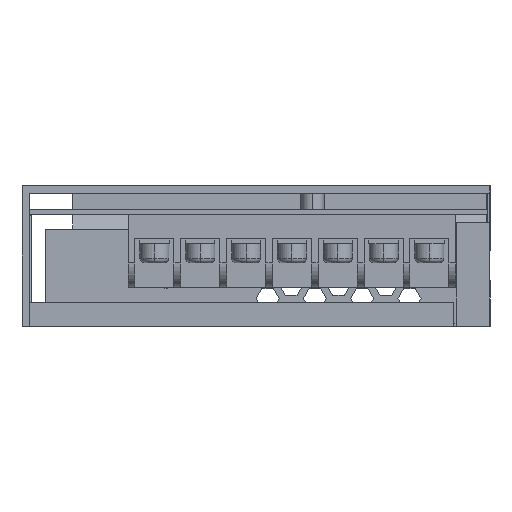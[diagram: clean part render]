
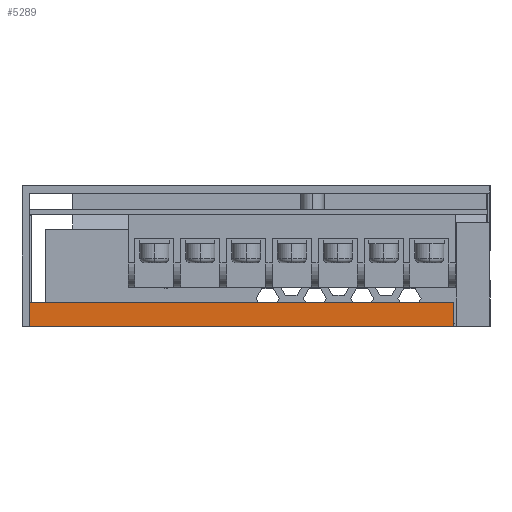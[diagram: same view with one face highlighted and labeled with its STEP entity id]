
A CAD part, left-side view. The second image highlights one B-rep face of the part: STEP entity #5289.
In plain terms, the highlighted planar face has unit normal (-1, 0, 0).
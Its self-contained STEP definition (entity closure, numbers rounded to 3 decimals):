
#2660 = EDGE_CURVE ( 'NONE', #64704, #16445, #51954, .T. ) ;
#2711 = PLANE ( 'NONE',  #46600 ) ;
#5289 = ADVANCED_FACE ( 'NONE', ( #7005 ), #2711, .F. ) ;
#6121 = CARTESIAN_POINT ( 'NONE',  ( -64.835, -28.134, 5. ) ) ;
#7005 = FACE_OUTER_BOUND ( 'NONE', #17318, .T. ) ;
#8108 = CARTESIAN_POINT ( 'NONE',  ( -64.835, 59.766, 0. ) ) ;
#9445 = CARTESIAN_POINT ( 'NONE',  ( -64.835, 59.766, 5. ) ) ;
#10246 = DIRECTION ( 'NONE',  ( 0., -1., 0. ) ) ;
#12154 = ORIENTED_EDGE ( 'NONE', *, *, #34052, .T. ) ;
#12714 = VECTOR ( 'NONE', #21509, 1000. ) ;
#13593 = ORIENTED_EDGE ( 'NONE', *, *, #40303, .F. ) ;
#15511 = CARTESIAN_POINT ( 'NONE',  ( -64.835, -28.134, 0. ) ) ;
#16329 = DIRECTION ( 'NONE',  ( 0., 1., 0. ) ) ;
#16445 = VERTEX_POINT ( 'NONE', #9445 ) ;
#16908 = CARTESIAN_POINT ( 'NONE',  ( -64.835, -28.134, 0. ) ) ;
#17318 = EDGE_LOOP ( 'NONE', ( #13593, #12154, #50263, #42318 ) ) ;
#19986 = EDGE_CURVE ( 'NONE', #43848, #64704, #26466, .T. ) ;
#21249 = VECTOR ( 'NONE', #16329, 1000. ) ;
#21509 = DIRECTION ( 'NONE',  ( 0., 0., 1. ) ) ;
#26466 = LINE ( 'NONE', #16908, #12714 ) ;
#28092 = CARTESIAN_POINT ( 'NONE',  ( -64.835, 59.766, 0. ) ) ;
#28106 = CARTESIAN_POINT ( 'NONE',  ( -64.835, 0., 0. ) ) ;
#32734 = DIRECTION ( 'NONE',  ( 0., 0., -1. ) ) ;
#34052 = EDGE_CURVE ( 'NONE', #53833, #43848, #40566, .T. ) ;
#40303 = EDGE_CURVE ( 'NONE', #53833, #16445, #58745, .T. ) ;
#40566 = LINE ( 'NONE', #15511, #42820 ) ;
#41847 = CARTESIAN_POINT ( 'NONE',  ( -64.835, -28.134, 5. ) ) ;
#42302 = DIRECTION ( 'NONE',  ( 1., 0., 0. ) ) ;
#42318 = ORIENTED_EDGE ( 'NONE', *, *, #2660, .T. ) ;
#42820 = VECTOR ( 'NONE', #10246, 1000. ) ;
#43848 = VERTEX_POINT ( 'NONE', #62847 ) ;
#46600 = AXIS2_PLACEMENT_3D ( 'NONE', #28106, #42302, #32734 ) ;
#48839 = DIRECTION ( 'NONE',  ( 0., 0., 1. ) ) ;
#50263 = ORIENTED_EDGE ( 'NONE', *, *, #19986, .T. ) ;
#51954 = LINE ( 'NONE', #6121, #21249 ) ;
#53833 = VERTEX_POINT ( 'NONE', #8108 ) ;
#55185 = VECTOR ( 'NONE', #48839, 1000. ) ;
#58745 = LINE ( 'NONE', #28092, #55185 ) ;
#62847 = CARTESIAN_POINT ( 'NONE',  ( -64.835, -28.134, 0. ) ) ;
#64704 = VERTEX_POINT ( 'NONE', #41847 ) ;
